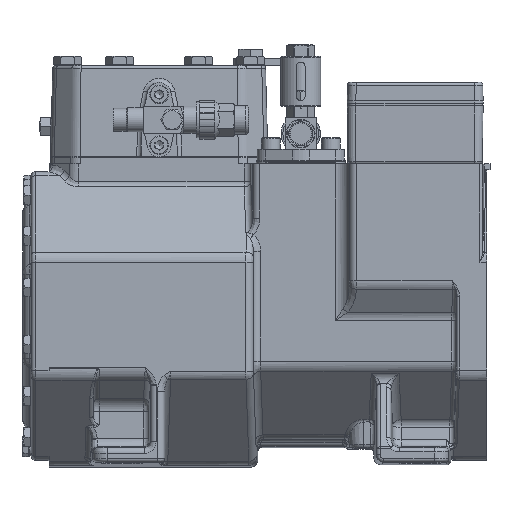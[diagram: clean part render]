
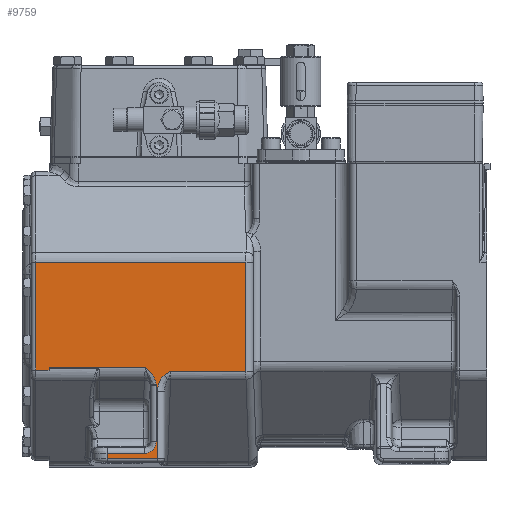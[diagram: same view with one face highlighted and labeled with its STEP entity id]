
A CAD part, front view. The second image highlights one B-rep face of the part: STEP entity #9759.
In plain terms, the highlighted planar face has unit normal (0, -1, 0).
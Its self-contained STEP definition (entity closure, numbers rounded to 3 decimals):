
#780=ELLIPSE('',#55192,9.065,8.);
#781=ELLIPSE('',#55193,8.006,8.);
#782=ELLIPSE('',#55194,12.732,9.);
#4121=B_SPLINE_CURVE_WITH_KNOTS('',3,(#76590,#76591,#76592,#76593,#76594,
#76595),.UNSPECIFIED.,.F.,.F.,(4,2,4),(0.,0.5,1.),.UNSPECIFIED.);
#4122=B_SPLINE_CURVE_WITH_KNOTS('',3,(#76613,#76614,#76615,#76616,#76617,
#76618,#76619,#76620,#76621,#76622,#76623,#76624,#76625),.UNSPECIFIED.,.F.,
 .F.,(4,3,3,3,4),(0.,0.497,0.747,0.996,
1.),.UNSPECIFIED.);
#7029=FACE_OUTER_BOUND('',#15429,.T.);
#9759=ADVANCED_FACE('',(#7029),#12785,.T.);
#12785=PLANE('',#55195);
#15429=EDGE_LOOP('',(#27156,#27157,#27158,#27159,#27160,#27161,#27162,#27163,
#27164,#27165,#27166,#27167,#27168,#27169,#27170,#27171,#27172));
#19379=LINE('',#76579,#22667);
#19380=LINE('',#76582,#22668);
#19381=LINE('',#76584,#22669);
#19382=LINE('',#76586,#22670);
#19383=LINE('',#76588,#22671);
#19384=LINE('',#76599,#22672);
#19385=LINE('',#76603,#22673);
#19386=LINE('',#76605,#22674);
#19387=LINE('',#76607,#22675);
#19388=LINE('',#76609,#22676);
#19389=LINE('',#76627,#22677);
#19390=LINE('',#76629,#22678);
#22667=VECTOR('',#61651,1.);
#22668=VECTOR('',#61652,1.);
#22669=VECTOR('',#61653,1.);
#22670=VECTOR('',#61654,1.);
#22671=VECTOR('',#61655,1.);
#22672=VECTOR('',#61658,1.);
#22673=VECTOR('',#61661,1.);
#22674=VECTOR('',#61662,1.);
#22675=VECTOR('',#61663,1.);
#22676=VECTOR('',#61664,1.);
#22677=VECTOR('',#61667,1.);
#22678=VECTOR('',#61668,1.);
#27156=ORIENTED_EDGE('',*,*,#46092,.T.);
#27157=ORIENTED_EDGE('',*,*,#46093,.T.);
#27158=ORIENTED_EDGE('',*,*,#46094,.T.);
#27159=ORIENTED_EDGE('',*,*,#46095,.T.);
#27160=ORIENTED_EDGE('',*,*,#46096,.T.);
#27161=ORIENTED_EDGE('',*,*,#46097,.T.);
#27162=ORIENTED_EDGE('',*,*,#46098,.T.);
#27163=ORIENTED_EDGE('',*,*,#46099,.T.);
#27164=ORIENTED_EDGE('',*,*,#46100,.T.);
#27165=ORIENTED_EDGE('',*,*,#46101,.T.);
#27166=ORIENTED_EDGE('',*,*,#46102,.T.);
#27167=ORIENTED_EDGE('',*,*,#46103,.T.);
#27168=ORIENTED_EDGE('',*,*,#46104,.T.);
#27169=ORIENTED_EDGE('',*,*,#46105,.T.);
#27170=ORIENTED_EDGE('',*,*,#46106,.T.);
#27171=ORIENTED_EDGE('',*,*,#46107,.T.);
#27172=ORIENTED_EDGE('',*,*,#46108,.T.);
#41080=VERTEX_POINT('',#76580);
#41081=VERTEX_POINT('',#76581);
#41082=VERTEX_POINT('',#76583);
#41083=VERTEX_POINT('',#76585);
#41084=VERTEX_POINT('',#76587);
#41085=VERTEX_POINT('',#76589);
#41086=VERTEX_POINT('',#76596);
#41087=VERTEX_POINT('',#76598);
#41088=VERTEX_POINT('',#76600);
#41089=VERTEX_POINT('',#76602);
#41090=VERTEX_POINT('',#76604);
#41091=VERTEX_POINT('',#76606);
#41092=VERTEX_POINT('',#76608);
#41093=VERTEX_POINT('',#76610);
#41094=VERTEX_POINT('',#76612);
#41095=VERTEX_POINT('',#76626);
#41096=VERTEX_POINT('',#76628);
#46092=EDGE_CURVE('',#41080,#41081,#19379,.T.);
#46093=EDGE_CURVE('',#41081,#41082,#19380,.T.);
#46094=EDGE_CURVE('',#41082,#41083,#19381,.T.);
#46095=EDGE_CURVE('',#41083,#41084,#19382,.T.);
#46096=EDGE_CURVE('',#41084,#41085,#19383,.T.);
#46097=EDGE_CURVE('',#41085,#41086,#4121,.T.);
#46098=EDGE_CURVE('',#41086,#41087,#780,.T.);
#46099=EDGE_CURVE('',#41087,#41088,#19384,.T.);
#46100=EDGE_CURVE('',#41088,#41089,#781,.T.);
#46101=EDGE_CURVE('',#41089,#41090,#19385,.T.);
#46102=EDGE_CURVE('',#41090,#41091,#19386,.T.);
#46103=EDGE_CURVE('',#41091,#41092,#19387,.T.);
#46104=EDGE_CURVE('',#41092,#41093,#19388,.T.);
#46105=EDGE_CURVE('',#41093,#41094,#782,.T.);
#46106=EDGE_CURVE('',#41094,#41095,#4122,.T.);
#46107=EDGE_CURVE('',#41095,#41096,#19389,.T.);
#46108=EDGE_CURVE('',#41096,#41080,#19390,.T.);
#55192=AXIS2_PLACEMENT_3D('',#76597,#61656,#61657);
#55193=AXIS2_PLACEMENT_3D('',#76601,#61659,#61660);
#55194=AXIS2_PLACEMENT_3D('',#76611,#61665,#61666);
#55195=AXIS2_PLACEMENT_3D('',#76630,#61669,#61670);
#61651=DIRECTION('',(-1.,0.,0.));
#61652=DIRECTION('',(0.,0.,-1.));
#61653=DIRECTION('',(1.,0.,0.));
#61654=DIRECTION('',(0.,0.,1.));
#61655=DIRECTION('',(1.,0.,0.));
#61656=DIRECTION('',(0.,1.,0.));
#61657=DIRECTION('',(0.066,0.,0.998));
#61658=DIRECTION('',(0.,0.,-1.));
#61659=DIRECTION('',(0.,1.,0.));
#61660=DIRECTION('',(-0.894,0.,0.447));
#61661=DIRECTION('',(-1.,0.,0.));
#61662=DIRECTION('',(0.,0.,-1.));
#61663=DIRECTION('',(1.,0.,0.));
#61664=DIRECTION('',(0.,0.,1.));
#61665=DIRECTION('',(0.,1.,0.));
#61666=DIRECTION('',(-0.035,0.,-0.999));
#61667=DIRECTION('',(1.,0.,0.));
#61668=DIRECTION('',(0.,0.,1.));
#61669=DIRECTION('',(0.,-1.,0.));
#61670=DIRECTION('',(0.,0.,-1.));
#76579=CARTESIAN_POINT('',(-91.411,-101.,36.693));
#76580=CARTESIAN_POINT('',(-24.989,-101.,36.693));
#76581=CARTESIAN_POINT('',(-172.041,-101.,36.693));
#76582=CARTESIAN_POINT('',(-172.041,-101.,-102.));
#76583=CARTESIAN_POINT('',(-172.041,-101.,-38.693));
#76584=CARTESIAN_POINT('',(-163.041,-101.,-38.693));
#76585=CARTESIAN_POINT('',(-162.661,-101.,-38.693));
#76586=CARTESIAN_POINT('',(-162.661,-101.,-42.836));
#76587=CARTESIAN_POINT('',(-162.661,-101.,-36.991));
#76588=CARTESIAN_POINT('',(-91.411,-101.,-36.991));
#76589=CARTESIAN_POINT('',(-95.524,-101.,-36.991));
#76590=CARTESIAN_POINT('',(-95.524,-101.,-36.991));
#76591=CARTESIAN_POINT('',(-93.691,-101.,-38.579));
#76592=CARTESIAN_POINT('',(-91.876,-101.,-40.207));
#76593=CARTESIAN_POINT('',(-89.024,-101.,-44.089));
#76594=CARTESIAN_POINT('',(-87.992,-101.,-46.374));
#76595=CARTESIAN_POINT('',(-87.823,-101.,-48.799));
#76596=CARTESIAN_POINT('',(-87.823,-101.,-48.799));
#76597=CARTESIAN_POINT('',(-95.803,-101.,-49.657));
#76598=CARTESIAN_POINT('',(-87.798,-101.,-49.509));
#76599=CARTESIAN_POINT('',(-87.798,-101.,-89.002));
#76600=CARTESIAN_POINT('',(-87.798,-101.,-88.934));
#76601=CARTESIAN_POINT('',(-95.803,-101.,-88.93));
#76602=CARTESIAN_POINT('',(-95.798,-101.,-96.931));
#76603=CARTESIAN_POINT('',(-91.411,-101.,-96.931));
#76604=CARTESIAN_POINT('',(-122.004,-101.,-96.931));
#76605=CARTESIAN_POINT('',(-122.004,-101.,-103.));
#76606=CARTESIAN_POINT('',(-122.004,-101.,-100.586));
#76607=CARTESIAN_POINT('',(-91.411,-101.,-100.586));
#76608=CARTESIAN_POINT('',(-86.839,-101.,-100.586));
#76609=CARTESIAN_POINT('',(-86.839,-101.,-102.));
#76610=CARTESIAN_POINT('',(-86.839,-101.,-53.807));
#76611=CARTESIAN_POINT('',(-77.833,-101.,-53.492));
#76612=CARTESIAN_POINT('',(-82.015,-101.,-42.369));
#76613=CARTESIAN_POINT('',(-82.015,-101.,-42.369));
#76614=CARTESIAN_POINT('',(-81.318,-101.,-41.829));
#76615=CARTESIAN_POINT('',(-80.582,-101.,-41.339));
#76616=CARTESIAN_POINT('',(-79.831,-101.,-40.878));
#76617=CARTESIAN_POINT('',(-79.454,-101.,-40.645));
#76618=CARTESIAN_POINT('',(-79.072,-101.,-40.42));
#76619=CARTESIAN_POINT('',(-78.688,-101.,-40.197));
#76620=CARTESIAN_POINT('',(-78.305,-101.,-39.974));
#76621=CARTESIAN_POINT('',(-77.92,-101.,-39.753));
#76622=CARTESIAN_POINT('',(-77.535,-101.,-39.531));
#76623=CARTESIAN_POINT('',(-77.53,-101.,-39.528));
#76624=CARTESIAN_POINT('',(-77.524,-101.,-39.525));
#76625=CARTESIAN_POINT('',(-77.519,-101.,-39.522));
#76626=CARTESIAN_POINT('',(-77.519,-101.,-39.522));
#76627=CARTESIAN_POINT('',(-91.411,-101.,-39.522));
#76628=CARTESIAN_POINT('',(-24.989,-101.,-39.522));
#76629=CARTESIAN_POINT('',(-24.989,-101.,36.693));
#76630=CARTESIAN_POINT('',(-91.411,-101.,-102.));
